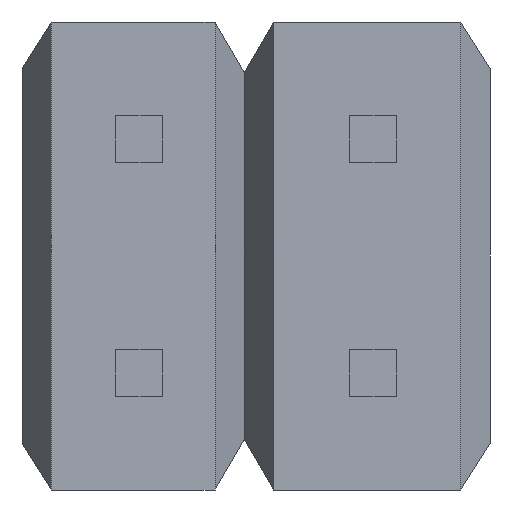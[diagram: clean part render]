
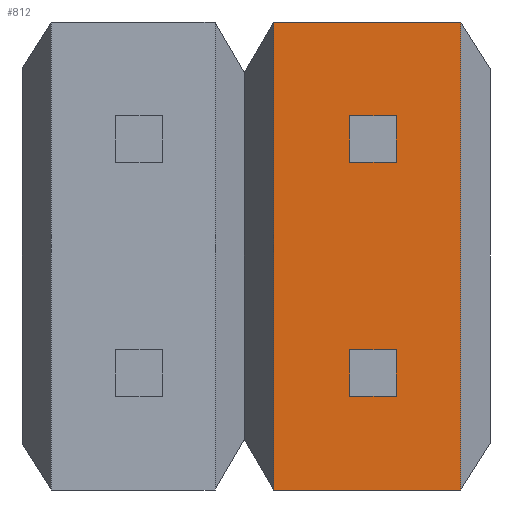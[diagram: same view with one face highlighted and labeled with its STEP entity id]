
A CAD part, front view. The second image highlights one B-rep face of the part: STEP entity #812.
In plain terms, the highlighted planar face has unit normal (0, -1, 0).
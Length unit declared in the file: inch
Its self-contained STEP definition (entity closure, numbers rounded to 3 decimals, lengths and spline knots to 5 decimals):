
#1=DIRECTION('',(0.,0.,-1.));
#2=VECTOR('',#1,0.02);
#3=CARTESIAN_POINT('',(0.04,-0.045,0.06));
#4=LINE('',#3,#2);
#5=DIRECTION('',(1.,0.,0.));
#6=VECTOR('',#5,0.02);
#7=CARTESIAN_POINT('',(0.04,-0.045,0.04));
#8=LINE('',#7,#6);
#9=DIRECTION('',(0.,0.,-1.));
#10=VECTOR('',#9,0.02);
#11=CARTESIAN_POINT('',(0.06,-0.045,0.06));
#12=LINE('',#11,#10);
#13=DIRECTION('',(1.,0.,0.));
#14=VECTOR('',#13,0.02);
#15=CARTESIAN_POINT('',(0.04,-0.045,0.06));
#16=LINE('',#15,#14);
#17=DIRECTION('',(0.,0.,-1.));
#18=VECTOR('',#17,0.02);
#19=CARTESIAN_POINT('',(0.04,-0.045,-0.04));
#20=LINE('',#19,#18);
#21=DIRECTION('',(1.,0.,0.));
#22=VECTOR('',#21,0.02);
#23=CARTESIAN_POINT('',(0.04,-0.045,-0.06));
#24=LINE('',#23,#22);
#25=DIRECTION('',(0.,0.,-1.));
#26=VECTOR('',#25,0.02);
#27=CARTESIAN_POINT('',(0.06,-0.045,-0.04));
#28=LINE('',#27,#26);
#29=DIRECTION('',(1.,0.,0.));
#30=VECTOR('',#29,0.02);
#31=CARTESIAN_POINT('',(0.04,-0.045,-0.04));
#32=LINE('',#31,#30);
#65=DIRECTION('',(0.,0.,1.));
#66=VECTOR('',#65,0.2);
#67=CARTESIAN_POINT('',(0.0875,-0.045,-0.1));
#68=LINE('',#67,#66);
#69=DIRECTION('',(-1.,0.,0.));
#70=VECTOR('',#69,0.08);
#71=CARTESIAN_POINT('',(0.0875,-0.045,-0.1));
#72=LINE('',#71,#70);
#73=DIRECTION('',(0.,0.,1.));
#74=VECTOR('',#73,0.2);
#75=CARTESIAN_POINT('',(0.0075,-0.045,-0.1));
#76=LINE('',#75,#74);
#77=DIRECTION('',(1.,0.,0.));
#78=VECTOR('',#77,0.08);
#79=CARTESIAN_POINT('',(0.0075,-0.045,0.1));
#80=LINE('',#79,#78);
#625=CARTESIAN_POINT('',(0.04,-0.045,0.06));
#626=CARTESIAN_POINT('',(0.04,-0.045,0.04));
#627=VERTEX_POINT('',#625);
#628=VERTEX_POINT('',#626);
#629=CARTESIAN_POINT('',(0.04,-0.045,-0.04));
#630=CARTESIAN_POINT('',(0.04,-0.045,-0.06));
#631=VERTEX_POINT('',#629);
#632=VERTEX_POINT('',#630);
#633=CARTESIAN_POINT('',(0.06,-0.045,0.06));
#634=CARTESIAN_POINT('',(0.06,-0.045,0.04));
#635=VERTEX_POINT('',#633);
#636=VERTEX_POINT('',#634);
#637=CARTESIAN_POINT('',(0.06,-0.045,-0.04));
#638=CARTESIAN_POINT('',(0.06,-0.045,-0.06));
#639=VERTEX_POINT('',#637);
#640=VERTEX_POINT('',#638);
#657=CARTESIAN_POINT('',(0.0075,-0.045,-0.1));
#658=CARTESIAN_POINT('',(0.0075,-0.045,0.1));
#659=VERTEX_POINT('',#657);
#660=VERTEX_POINT('',#658);
#753=CARTESIAN_POINT('',(0.0875,-0.045,0.1));
#755=VERTEX_POINT('',#753);
#759=CARTESIAN_POINT('',(0.0875,-0.045,-0.1));
#760=VERTEX_POINT('',#759);
#777=CARTESIAN_POINT('',(0.,-0.045,0.));
#778=DIRECTION('',(0.,1.,0.));
#779=DIRECTION('',(-1.,0.,0.));
#780=AXIS2_PLACEMENT_3D('',#777,#778,#779);
#781=PLANE('',#780);
#783=ORIENTED_EDGE('',*,*,#782,.F.);
#785=ORIENTED_EDGE('',*,*,#784,.T.);
#787=ORIENTED_EDGE('',*,*,#786,.T.);
#789=ORIENTED_EDGE('',*,*,#788,.T.);
#790=EDGE_LOOP('',(#783,#785,#787,#789));
#791=FACE_OUTER_BOUND('',#790,.F.);
#793=ORIENTED_EDGE('',*,*,#792,.T.);
#795=ORIENTED_EDGE('',*,*,#794,.T.);
#797=ORIENTED_EDGE('',*,*,#796,.F.);
#799=ORIENTED_EDGE('',*,*,#798,.F.);
#800=EDGE_LOOP('',(#793,#795,#797,#799));
#801=FACE_BOUND('',#800,.F.);
#803=ORIENTED_EDGE('',*,*,#802,.T.);
#805=ORIENTED_EDGE('',*,*,#804,.T.);
#807=ORIENTED_EDGE('',*,*,#806,.F.);
#809=ORIENTED_EDGE('',*,*,#808,.F.);
#810=EDGE_LOOP('',(#803,#805,#807,#809));
#811=FACE_BOUND('',#810,.F.);
#812=ADVANCED_FACE('',(#791,#801,#811),#781,.F.);
#782=EDGE_CURVE('',#760,#755,#68,.T.);
#784=EDGE_CURVE('',#760,#659,#72,.T.);
#786=EDGE_CURVE('',#659,#660,#76,.T.);
#788=EDGE_CURVE('',#660,#755,#80,.T.);
#792=EDGE_CURVE('',#627,#628,#4,.T.);
#794=EDGE_CURVE('',#628,#636,#8,.T.);
#796=EDGE_CURVE('',#635,#636,#12,.T.);
#798=EDGE_CURVE('',#627,#635,#16,.T.);
#802=EDGE_CURVE('',#631,#632,#20,.T.);
#804=EDGE_CURVE('',#632,#640,#24,.T.);
#806=EDGE_CURVE('',#639,#640,#28,.T.);
#808=EDGE_CURVE('',#631,#639,#32,.T.);
